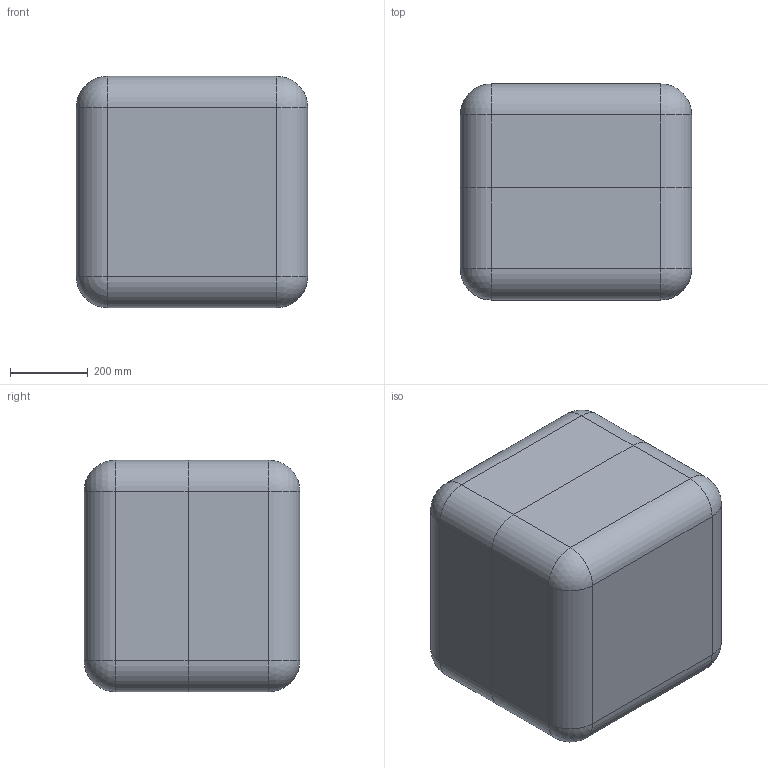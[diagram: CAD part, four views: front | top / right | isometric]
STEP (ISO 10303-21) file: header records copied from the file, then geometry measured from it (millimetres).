
FILE_DESCRIPTION (( 'STEP AP214' ), '1' );
FILE_NAME ('Ñáîðêà_06-H.01.Y.036A(óïð).STEP', '2023-05-17T07:58:11', ( '' ), ( '' ), 'SwSTEP 2.0', 'SolidWorks 2021', '' );
FILE_SCHEMA (( 'AUTOMOTIVE_DESIGN' ));
Length unit declared in the file: millimetre
Products named in the file (3): Ñáîðêà_06-H.01.Y.036A(óïð); Lid_36-1; Base_36-1
Assembly tree (2 placements, depth 2):
  Ñáîðêà_06-H.01.Y.036A(óïð)
    Base_36-1
    Lid_36-1
Bounding box: 596.73 x 556.79 x 596.73 mm (x, y, z)
Volume: 81182977.6 mm3; surface area: 4082815.4 mm2
Topology: 2 solids, 2 shells, 1219 faces, 3002 edges, 1704 vertices
Faces by surface type: cylinder 455, bspline 296, plane 244, torus 172, cone 28, sphere 24
Entity records: 50789 total; most frequent: CARTESIAN_POINT 24336, ORIENTED_EDGE 5828, DIRECTION 5272, EDGE_CURVE 2914, AXIS2_PLACEMENT_3D 2087, VERTEX_POINT 1704, EDGE_LOOP 1226, ADVANCED_FACE 1219
